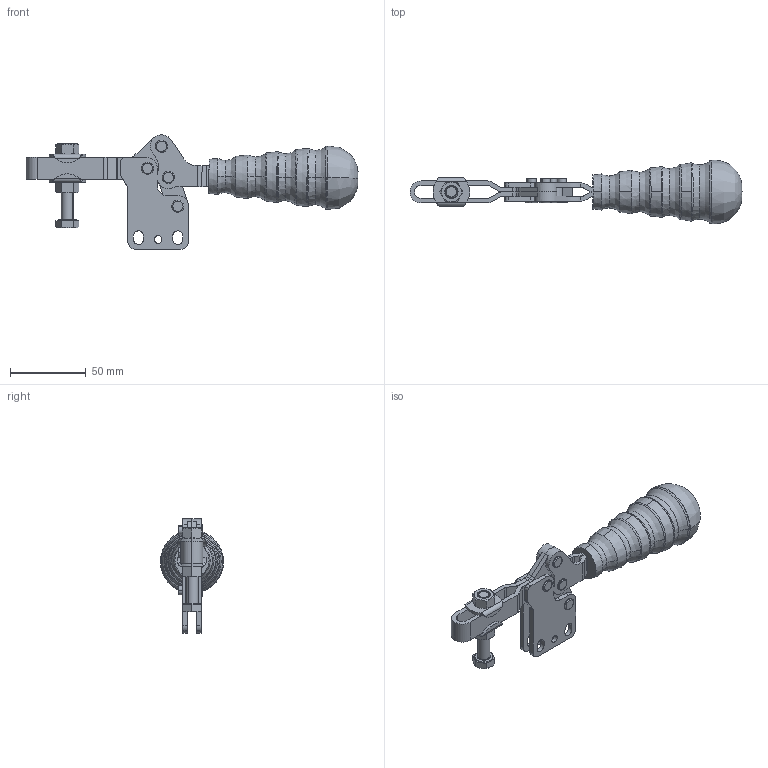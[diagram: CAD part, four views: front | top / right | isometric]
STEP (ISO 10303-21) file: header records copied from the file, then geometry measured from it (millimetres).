
FILE_DESCRIPTION((''),'2;1');
FILE_NAME('133.1.stp','2005-09-27T16:59:09',('Kysilko'),(''),'Autodesk Inventor 8','Autodesk Inventor 8','');
FILE_SCHEMA(('AUTOMOTIVE_DESIGN { 1 0 10303 214 1 1 1 1 }'));
Length unit declared in the file: millimetre
Products named in the file (1): Part44
Bounding box: 218.79 x 41.84 x 75.25 mm (x, y, z)
Volume: 112740.5 mm3; surface area: 35757.3 mm2
Topology: 1 solids, 3 shells, 1078 faces, 3571 edges, 2160 vertices
Faces by surface type: plane 407, cone 356, cylinder 213, bspline 80, torus 22
Entity records: 41415 total; most frequent: CARTESIAN_POINT 10910, ORIENTED_EDGE 7122, DIRECTION 6313, EDGE_CURVE 3561, AXIS2_PLACEMENT_3D 2417, VERTEX_POINT 2160, VECTOR 1479, LINE 1479
